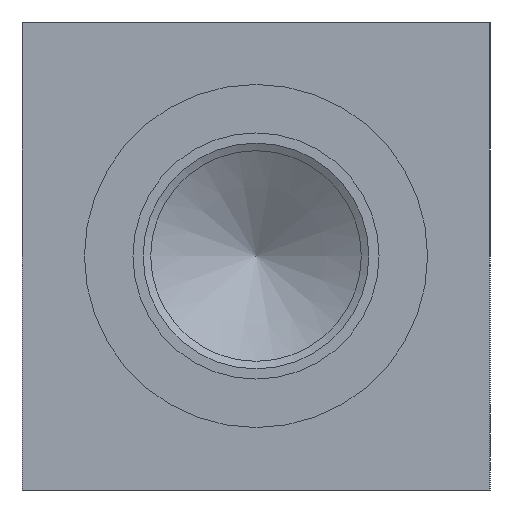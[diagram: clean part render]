
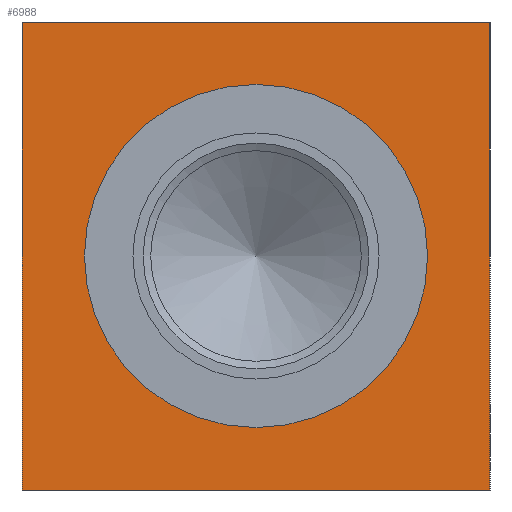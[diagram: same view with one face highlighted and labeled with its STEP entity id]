
A CAD part, left-side view. The second image highlights one B-rep face of the part: STEP entity #6988.
In plain terms, the highlighted planar face has unit normal (-1, 0, 0).
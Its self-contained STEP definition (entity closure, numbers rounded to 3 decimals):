
#82=CIRCLE('',#7260,23.279);
#83=CIRCLE('',#7261,23.279);
#447=FACE_BOUND('',#1194,.T.);
#801=FACE_OUTER_BOUND('',#1193,.T.);
#1193=EDGE_LOOP('',(#6077,#6078,#6079,#6080));
#1194=EDGE_LOOP('',(#6081,#6082));
#1587=LINE('',#9633,#2279);
#1891=LINE('',#11878,#2583);
#1892=LINE('',#11879,#2584);
#1893=LINE('',#11880,#2585);
#2279=VECTOR('',#7997,10.);
#2583=VECTOR('',#8707,10.);
#2584=VECTOR('',#8708,10.);
#2585=VECTOR('',#8709,10.);
#2853=VERTEX_POINT('',#9626);
#2856=VERTEX_POINT('',#9631);
#3181=VERTEX_POINT('',#11716);
#3182=VERTEX_POINT('',#11717);
#3233=VERTEX_POINT('',#11876);
#3234=VERTEX_POINT('',#11877);
#3633=EDGE_CURVE('',#2856,#2853,#1587,.T.);
#4111=EDGE_CURVE('',#3181,#3182,#82,.T.);
#4112=EDGE_CURVE('',#3182,#3181,#83,.T.);
#4189=EDGE_CURVE('',#3233,#3234,#1891,.T.);
#4190=EDGE_CURVE('',#3234,#2853,#1892,.T.);
#4191=EDGE_CURVE('',#3233,#2856,#1893,.T.);
#6077=ORIENTED_EDGE('',*,*,#4189,.T.);
#6078=ORIENTED_EDGE('',*,*,#4190,.T.);
#6079=ORIENTED_EDGE('',*,*,#3633,.F.);
#6080=ORIENTED_EDGE('',*,*,#4191,.F.);
#6081=ORIENTED_EDGE('',*,*,#4111,.T.);
#6082=ORIENTED_EDGE('',*,*,#4112,.T.);
#6338=PLANE('',#7343);
#6988=ADVANCED_FACE('',(#801,#447),#6338,.T.);
#7260=AXIS2_PLACEMENT_3D('',#11718,#8515,#8516);
#7261=AXIS2_PLACEMENT_3D('',#11719,#8517,#8518);
#7343=AXIS2_PLACEMENT_3D('',#11875,#8705,#8706);
#7997=DIRECTION('',(0.,-1.,0.));
#8515=DIRECTION('center_axis',(1.,0.,0.));
#8516=DIRECTION('ref_axis',(0.,0.,1.));
#8517=DIRECTION('center_axis',(1.,0.,0.));
#8518=DIRECTION('ref_axis',(0.,0.,1.));
#8705=DIRECTION('center_axis',(-1.,0.,0.));
#8706=DIRECTION('ref_axis',(0.,-1.,0.));
#8707=DIRECTION('',(0.,-1.,0.));
#8708=DIRECTION('',(0.,0.,1.));
#8709=DIRECTION('',(0.,0.,1.));
#9626=CARTESIAN_POINT('',(0.,0.,63.5));
#9631=CARTESIAN_POINT('',(0.,63.5,63.5));
#9633=CARTESIAN_POINT('',(0.,63.5,63.5));
#11716=CARTESIAN_POINT('',(0.,31.75,55.029));
#11717=CARTESIAN_POINT('',(0.,31.75,8.471));
#11718=CARTESIAN_POINT('Origin',(0.,31.75,31.75));
#11719=CARTESIAN_POINT('Origin',(0.,31.75,31.75));
#11875=CARTESIAN_POINT('Origin',(0.,63.5,0.));
#11876=CARTESIAN_POINT('',(0.,63.5,0.));
#11877=CARTESIAN_POINT('',(0.,0.,0.));
#11878=CARTESIAN_POINT('',(0.,63.5,0.));
#11879=CARTESIAN_POINT('',(0.,0.,0.));
#11880=CARTESIAN_POINT('',(0.,63.5,0.));
